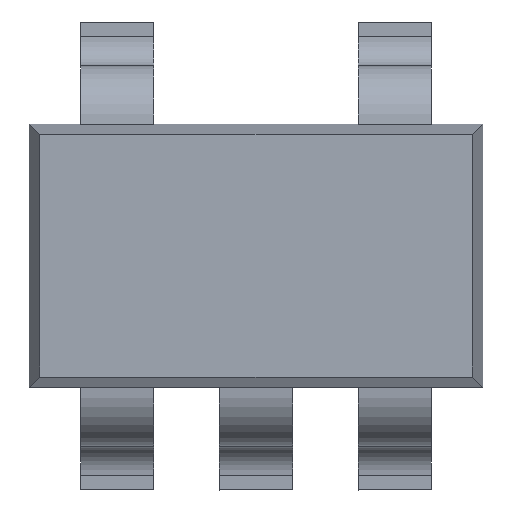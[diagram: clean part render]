
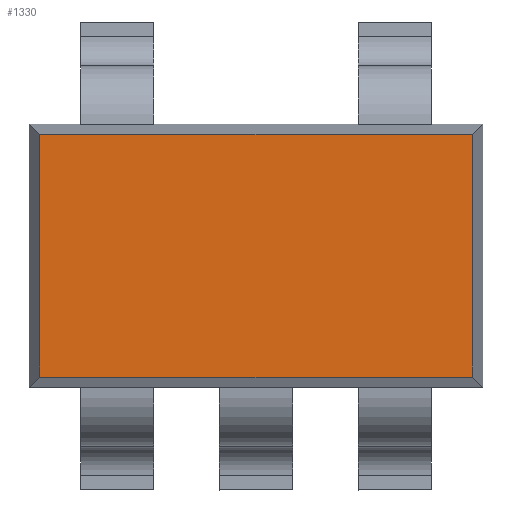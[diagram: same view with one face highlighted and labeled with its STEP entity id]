
A CAD part, top view. The second image highlights one B-rep face of the part: STEP entity #1330.
In plain terms, the highlighted planar face has unit normal (0, 0, 1).
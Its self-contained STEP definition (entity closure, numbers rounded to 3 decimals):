
#168 = ORIENTED_EDGE ( 'NONE', *, *, #552, .F. ) ;
#340 = VECTOR ( 'NONE', #1672, 1000. ) ;
#345 = CARTESIAN_POINT ( 'NONE',  ( -0.53, 0.77, 1.452 ) ) ;
#370 = DIRECTION ( 'NONE',  ( -1., 0., 0. ) ) ;
#435 = VECTOR ( 'NONE', #370, 1000. ) ;
#480 = VECTOR ( 'NONE', #2564, 1000. ) ;
#487 = ORIENTED_EDGE ( 'NONE', *, *, #1519, .T. ) ;
#552 = EDGE_CURVE ( 'NONE', #2184, #2987, #2830, .T. ) ;
#558 = FACE_OUTER_BOUND ( 'NONE', #3266, .T. ) ;
#586 = VECTOR ( 'NONE', #640, 1000. ) ;
#640 = DIRECTION ( 'NONE',  ( 0., -1., 0. ) ) ;
#706 = CARTESIAN_POINT ( 'NONE',  ( -0.6, 0.77, 1.452 ) ) ;
#748 = ORIENTED_EDGE ( 'NONE', *, *, #1050, .T. ) ;
#839 = CARTESIAN_POINT ( 'NONE',  ( -0.6, 0.77, 1.452 ) ) ;
#1050 = EDGE_CURVE ( 'NONE', #2184, #2859, #1870, .T. ) ;
#1099 = DIRECTION ( 'NONE',  ( 1., 0., 0. ) ) ;
#1330 = ADVANCED_FACE ( 'NONE', ( #558 ), #3209, .T. ) ;
#1459 = CARTESIAN_POINT ( 'NONE',  ( 2.43, 2.43, 1.452 ) ) ;
#1519 = EDGE_CURVE ( 'NONE', #2859, #3355, #2701, .T. ) ;
#1672 = DIRECTION ( 'NONE',  ( 0., -1., 0. ) ) ;
#1870 = LINE ( 'NONE', #1968, #435 ) ;
#1968 = CARTESIAN_POINT ( 'NONE',  ( -0.6, 2.43, 1.452 ) ) ;
#2126 = CARTESIAN_POINT ( 'NONE',  ( 2.43, 0.77, 1.452 ) ) ;
#2184 = VERTEX_POINT ( 'NONE', #1459 ) ;
#2269 = AXIS2_PLACEMENT_3D ( 'NONE', #839, #2697, #1099 ) ;
#2519 = LINE ( 'NONE', #706, #480 ) ;
#2564 = DIRECTION ( 'NONE',  ( 1., 0., 0. ) ) ;
#2697 = DIRECTION ( 'NONE',  ( 0., 0., 1. ) ) ;
#2701 = LINE ( 'NONE', #345, #586 ) ;
#2830 = LINE ( 'NONE', #3245, #340 ) ;
#2859 = VERTEX_POINT ( 'NONE', #3304 ) ;
#2899 = EDGE_CURVE ( 'NONE', #3355, #2987, #2519, .T. ) ;
#2987 = VERTEX_POINT ( 'NONE', #2126 ) ;
#3029 = CARTESIAN_POINT ( 'NONE',  ( -0.53, 0.77, 1.452 ) ) ;
#3046 = ORIENTED_EDGE ( 'NONE', *, *, #2899, .T. ) ;
#3209 = PLANE ( 'NONE',  #2269 ) ;
#3245 = CARTESIAN_POINT ( 'NONE',  ( 2.43, 0.77, 1.452 ) ) ;
#3266 = EDGE_LOOP ( 'NONE', ( #748, #487, #3046, #168 ) ) ;
#3304 = CARTESIAN_POINT ( 'NONE',  ( -0.53, 2.43, 1.452 ) ) ;
#3355 = VERTEX_POINT ( 'NONE', #3029 ) ;
